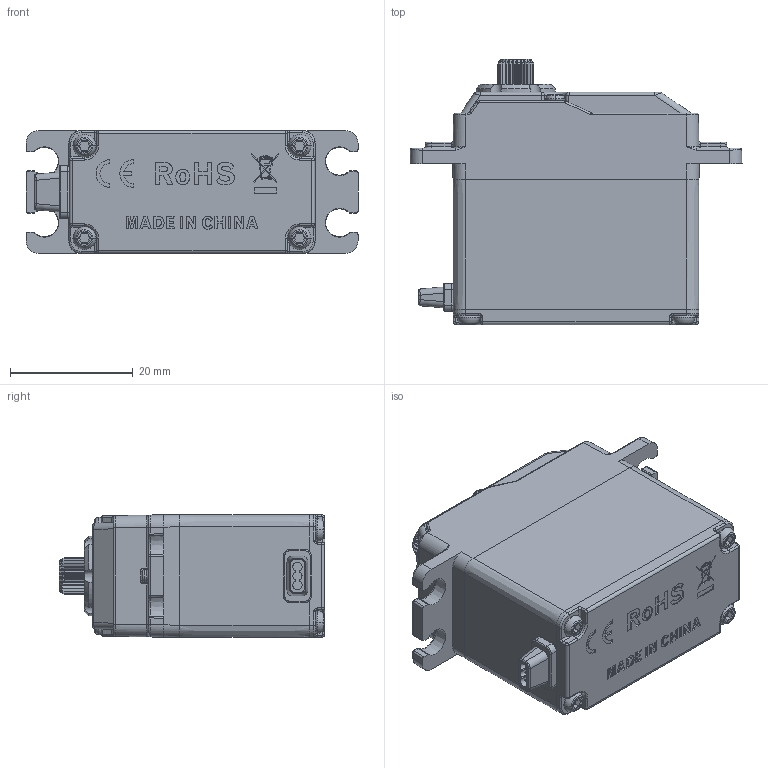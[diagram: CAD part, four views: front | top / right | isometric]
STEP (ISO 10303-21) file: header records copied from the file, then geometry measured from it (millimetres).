
FILE_DESCRIPTION((''),'2;1');
FILE_NAME('DDJ-STDCAR7-B53','2024-01-31T',('Administrator'),(''),'PRO/ENGINEER BY PARAMETRIC TECHNOLOGY CORPORATION, 2010280','PRO/ENGINEER BY PARAMETRIC TECHNOLOGY CORPORATION, 2010280','');
FILE_SCHEMA(('CONFIG_CONTROL_DESIGN','SHAPE_APPEARANCE_LAYERS_GROUPS'));
Length unit declared in the file: millimetre
Products named in the file (1): DDJ-STDCAR7-B53
Bounding box: 54 x 43.2 x 20 mm (x, y, z)
Volume: 30066.7 mm3; surface area: 7004.6 mm2
Topology: 1 solids, 1 shells, 1079 faces, 2735 edges, 1705 vertices
Faces by surface type: plane 420, cylinder 356, torus 94, bspline 76, extrusion 75, sphere 36, cone 22
Entity records: 46566 total; most frequent: CARTESIAN_POINT 13005, ORIENTED_EDGE 5458, DIRECTION 4984, PRESENTATION_STYLE_ASSIGNMENT 2730, STYLED_ITEM 2730, CURVE_STYLE 2729, EDGE_CURVE 2729, AXIS2_PLACEMENT_3D 1716
